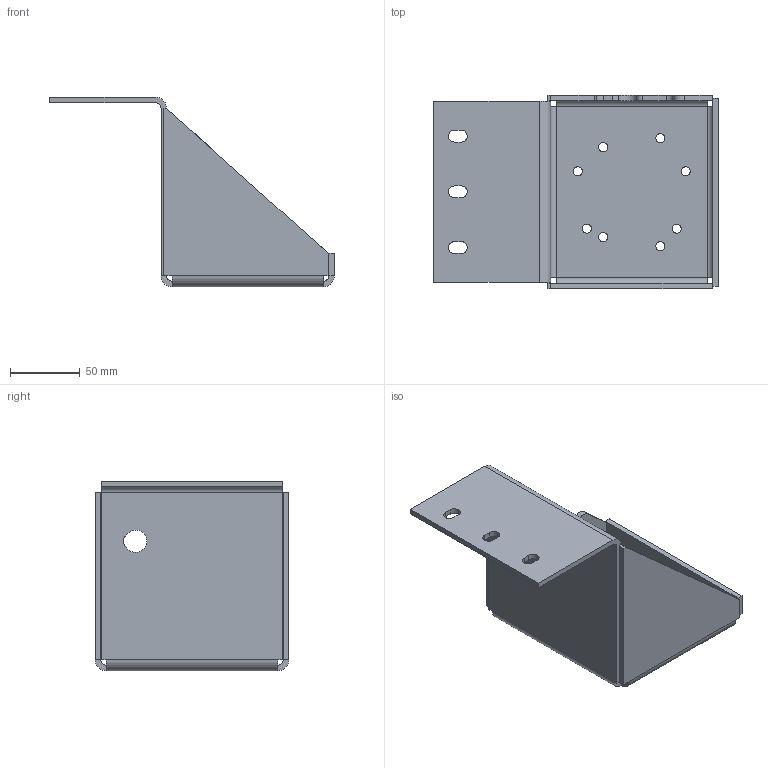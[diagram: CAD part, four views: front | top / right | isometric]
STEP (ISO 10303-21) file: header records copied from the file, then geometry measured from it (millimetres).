
FILE_DESCRIPTION (( 'STEP AP214' ), '1' );
FILE_NAME ('Steel_KinovaGen3_Mount.STEP', '2021-02-16T16:24:10', ( '' ), ( '' ), 'SwSTEP 2.0', 'SolidWorks 2019', '' );
FILE_SCHEMA (( 'AUTOMOTIVE_DESIGN' ));
Length unit declared in the file: millimetre
Products named in the file (1): Steel_KinovaGen3_Mount
Bounding box: 204.5 x 139 x 136 mm (x, y, z)
Volume: 235175.4 mm3; surface area: 124865.6 mm2
Topology: 1 solids, 1 shells, 99 faces, 259 edges, 162 vertices
Faces by surface type: plane 53, cylinder 46
Entity records: 3111 total; most frequent: DIRECTION 551, CARTESIAN_POINT 521, ORIENTED_EDGE 518, EDGE_CURVE 259, AXIS2_PLACEMENT_3D 192, VECTOR 167, LINE 167, VERTEX_POINT 162
